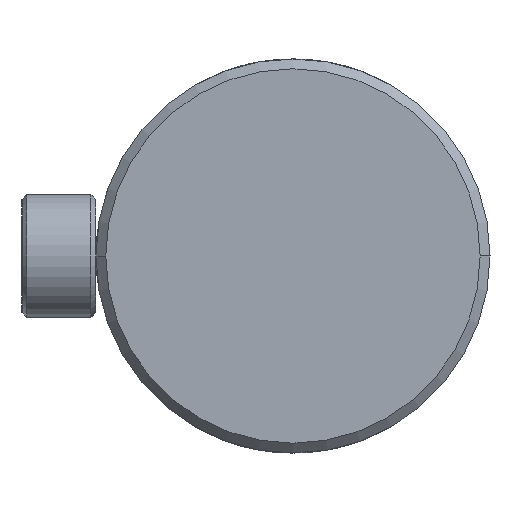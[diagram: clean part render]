
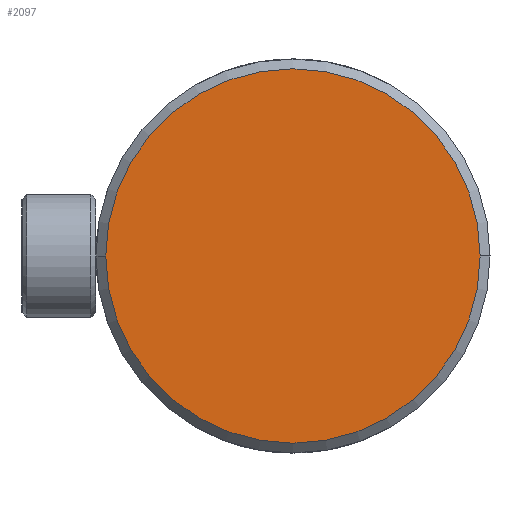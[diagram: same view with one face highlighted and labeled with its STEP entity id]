
A CAD part, left-side view. The second image highlights one B-rep face of the part: STEP entity #2097.
In plain terms, the highlighted planar face has unit normal (-1, 0, 0).
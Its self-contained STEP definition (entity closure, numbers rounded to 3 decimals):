
#347 = ORIENTED_EDGE ( 'NONE', *, *, #2747, .F. ) ;
#926 = ORIENTED_EDGE ( 'NONE', *, *, #3465, .F. ) ;
#970 = EDGE_LOOP ( 'NONE', ( #347, #926 ) ) ;
#997 = VERTEX_POINT ( 'NONE', #3925 ) ;
#1247 = PLANE ( 'NONE',  #4061 ) ;
#1587 = CARTESIAN_POINT ( 'NONE',  ( -58., 0., 0. ) ) ;
#1627 = CIRCLE ( 'NONE', #1911, 38. ) ;
#1697 = DIRECTION ( 'NONE',  ( 0., 1., 0. ) ) ;
#1816 = VERTEX_POINT ( 'NONE', #3422 ) ;
#1911 = AXIS2_PLACEMENT_3D ( 'NONE', #1587, #3132, #2694 ) ;
#2097 = ADVANCED_FACE ( 'NONE', ( #2332 ), #1247, .T. ) ;
#2310 = DIRECTION ( 'NONE',  ( 1., 0., 0. ) ) ;
#2332 = FACE_OUTER_BOUND ( 'NONE', #970, .T. ) ;
#2474 = AXIS2_PLACEMENT_3D ( 'NONE', #3417, #2310, #1697 ) ;
#2694 = DIRECTION ( 'NONE',  ( 0., 1., 0. ) ) ;
#2747 = EDGE_CURVE ( 'NONE', #1816, #997, #1627, .T. ) ;
#2831 = CARTESIAN_POINT ( 'NONE',  ( -58., 0., 0. ) ) ;
#2958 = DIRECTION ( 'NONE',  ( -1., 0., 0. ) ) ;
#3132 = DIRECTION ( 'NONE',  ( 1., 0., 0. ) ) ;
#3379 = CIRCLE ( 'NONE', #2474, 38. ) ;
#3417 = CARTESIAN_POINT ( 'NONE',  ( -58., 0., 0. ) ) ;
#3422 = CARTESIAN_POINT ( 'NONE',  ( -58., 38., 0. ) ) ;
#3455 = DIRECTION ( 'NONE',  ( 0., -1., 0. ) ) ;
#3465 = EDGE_CURVE ( 'NONE', #997, #1816, #3379, .T. ) ;
#3925 = CARTESIAN_POINT ( 'NONE',  ( -58., -38., 0. ) ) ;
#4061 = AXIS2_PLACEMENT_3D ( 'NONE', #2831, #2958, #3455 ) ;
